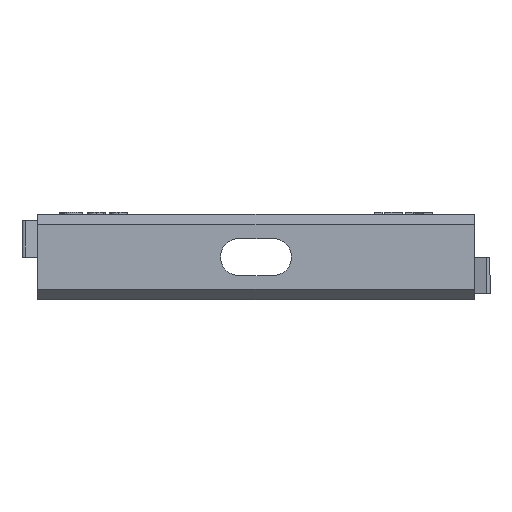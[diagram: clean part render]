
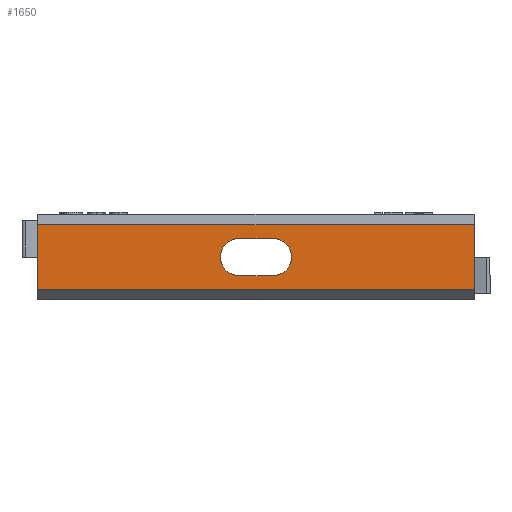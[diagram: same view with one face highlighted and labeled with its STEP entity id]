
A CAD part, front view. The second image highlights one B-rep face of the part: STEP entity #1650.
In plain terms, the highlighted planar face has unit normal (0, -1, 0).
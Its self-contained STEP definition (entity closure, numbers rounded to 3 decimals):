
#47 = EDGE_CURVE ( 'NONE', #5211, #1798, #4779, .T. ) ;
#216 = VECTOR ( 'NONE', #4072, 1000. ) ;
#234 = EDGE_LOOP ( 'NONE', ( #4192, #4353, #2157, #1586 ) ) ;
#331 = DIRECTION ( 'NONE',  ( 1., 0., 0. ) ) ;
#502 = ORIENTED_EDGE ( 'NONE', *, *, #706, .F. ) ;
#613 = CARTESIAN_POINT ( 'NONE',  ( -2.4, 0., 0. ) ) ;
#706 = EDGE_CURVE ( 'NONE', #3347, #5998, #3250, .T. ) ;
#801 = CARTESIAN_POINT ( 'NONE',  ( 2.4, 0., 0. ) ) ;
#854 = CARTESIAN_POINT ( 'NONE',  ( -32.95, 0., 4.557 ) ) ;
#1025 = DIRECTION ( 'NONE',  ( 0., 1., 0. ) ) ;
#1129 = DIRECTION ( 'NONE',  ( 0., 0., 1. ) ) ;
#1157 = AXIS2_PLACEMENT_3D ( 'NONE', #2970, #1025, #5617 ) ;
#1176 = EDGE_CURVE ( 'NONE', #3051, #2153, #3148, .T. ) ;
#1279 = AXIS2_PLACEMENT_3D ( 'NONE', #801, #4023, #1298 ) ;
#1298 = DIRECTION ( 'NONE',  ( 0., 0., 1. ) ) ;
#1507 = VERTEX_POINT ( 'NONE', #5224 ) ;
#1586 = ORIENTED_EDGE ( 'NONE', *, *, #47, .T. ) ;
#1650 = ADVANCED_FACE ( 'NONE', ( #2988, #2553 ), #4320, .F. ) ;
#1695 = DIRECTION ( 'NONE',  ( 0., 0., -1. ) ) ;
#1772 = CARTESIAN_POINT ( 'NONE',  ( -30.75, 0., -4.557 ) ) ;
#1798 = VERTEX_POINT ( 'NONE', #5396 ) ;
#1869 = CIRCLE ( 'NONE', #1279, 2.6 ) ;
#2153 = VERTEX_POINT ( 'NONE', #1772 ) ;
#2157 = ORIENTED_EDGE ( 'NONE', *, *, #5935, .T. ) ;
#2267 = AXIS2_PLACEMENT_3D ( 'NONE', #613, #3862, #1129 ) ;
#2290 = VECTOR ( 'NONE', #5210, 1000. ) ;
#2318 = CARTESIAN_POINT ( 'NONE',  ( 30.75, 0., -4.557 ) ) ;
#2365 = CARTESIAN_POINT ( 'NONE',  ( -30.75, 0., 6. ) ) ;
#2394 = EDGE_CURVE ( 'NONE', #2153, #5998, #5205, .T. ) ;
#2553 = FACE_BOUND ( 'NONE', #234, .T. ) ;
#2657 = CARTESIAN_POINT ( 'NONE',  ( 2.4, 0., -2.6 ) ) ;
#2668 = VECTOR ( 'NONE', #5924, 1000. ) ;
#2967 = LINE ( 'NONE', #5878, #4997 ) ;
#2970 = CARTESIAN_POINT ( 'NONE',  ( -30.75, 0., 6. ) ) ;
#2988 = FACE_OUTER_BOUND ( 'NONE', #4601, .T. ) ;
#3051 = VERTEX_POINT ( 'NONE', #4778 ) ;
#3148 = LINE ( 'NONE', #2365, #2668 ) ;
#3179 = ORIENTED_EDGE ( 'NONE', *, *, #2394, .T. ) ;
#3250 = LINE ( 'NONE', #4772, #5137 ) ;
#3294 = CIRCLE ( 'NONE', #2267, 2.6 ) ;
#3347 = VERTEX_POINT ( 'NONE', #5212 ) ;
#3447 = CARTESIAN_POINT ( 'NONE',  ( -2.4, 0., -2.6 ) ) ;
#3602 = EDGE_CURVE ( 'NONE', #3051, #3347, #5242, .T. ) ;
#3794 = DIRECTION ( 'NONE',  ( -1., 0., 0. ) ) ;
#3862 = DIRECTION ( 'NONE',  ( 0., 1., 0. ) ) ;
#4023 = DIRECTION ( 'NONE',  ( 0., 1., 0. ) ) ;
#4072 = DIRECTION ( 'NONE',  ( 1., 0., 0. ) ) ;
#4105 = ORIENTED_EDGE ( 'NONE', *, *, #1176, .T. ) ;
#4192 = ORIENTED_EDGE ( 'NONE', *, *, #5700, .T. ) ;
#4320 = PLANE ( 'NONE',  #1157 ) ;
#4353 = ORIENTED_EDGE ( 'NONE', *, *, #6010, .T. ) ;
#4458 = VERTEX_POINT ( 'NONE', #4670 ) ;
#4601 = EDGE_LOOP ( 'NONE', ( #4105, #3179, #502, #4941 ) ) ;
#4670 = CARTESIAN_POINT ( 'NONE',  ( -2.4, 0., 2.6 ) ) ;
#4772 = CARTESIAN_POINT ( 'NONE',  ( 30.75, 0., 6. ) ) ;
#4778 = CARTESIAN_POINT ( 'NONE',  ( -30.75, 0., 4.557 ) ) ;
#4779 = LINE ( 'NONE', #3447, #5158 ) ;
#4936 = CARTESIAN_POINT ( 'NONE',  ( -32.95, 0., -4.557 ) ) ;
#4941 = ORIENTED_EDGE ( 'NONE', *, *, #3602, .F. ) ;
#4997 = VECTOR ( 'NONE', #331, 1000. ) ;
#5137 = VECTOR ( 'NONE', #1695, 1000. ) ;
#5158 = VECTOR ( 'NONE', #3794, 1000. ) ;
#5205 = LINE ( 'NONE', #4936, #2290 ) ;
#5210 = DIRECTION ( 'NONE',  ( 1., 0., 0. ) ) ;
#5211 = VERTEX_POINT ( 'NONE', #2657 ) ;
#5212 = CARTESIAN_POINT ( 'NONE',  ( 30.75, 0., 4.557 ) ) ;
#5224 = CARTESIAN_POINT ( 'NONE',  ( 2.4, 0., 2.6 ) ) ;
#5242 = LINE ( 'NONE', #854, #216 ) ;
#5396 = CARTESIAN_POINT ( 'NONE',  ( -2.4, 0., -2.6 ) ) ;
#5617 = DIRECTION ( 'NONE',  ( -1., 0., 0. ) ) ;
#5700 = EDGE_CURVE ( 'NONE', #1798, #4458, #3294, .T. ) ;
#5878 = CARTESIAN_POINT ( 'NONE',  ( -2.4, 0., 2.6 ) ) ;
#5924 = DIRECTION ( 'NONE',  ( 0., 0., -1. ) ) ;
#5935 = EDGE_CURVE ( 'NONE', #1507, #5211, #1869, .T. ) ;
#5998 = VERTEX_POINT ( 'NONE', #2318 ) ;
#6010 = EDGE_CURVE ( 'NONE', #4458, #1507, #2967, .T. ) ;
